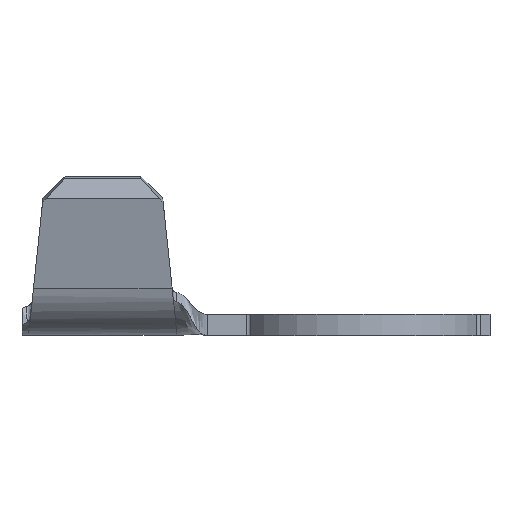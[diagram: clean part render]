
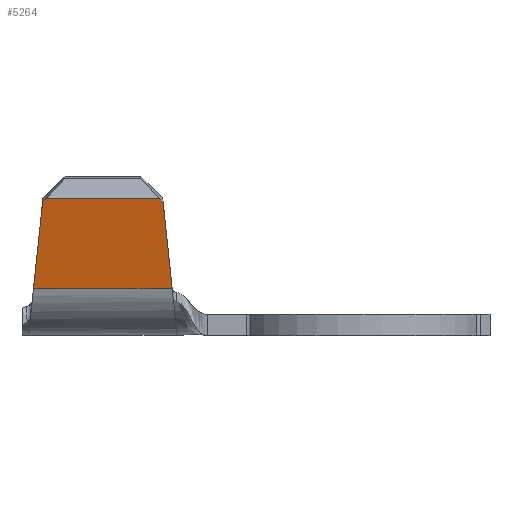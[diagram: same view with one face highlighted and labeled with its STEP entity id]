
A CAD part, top view. The second image highlights one B-rep face of the part: STEP entity #5264.
In plain terms, the highlighted planar face has unit normal (0, -0.217, 0.976).
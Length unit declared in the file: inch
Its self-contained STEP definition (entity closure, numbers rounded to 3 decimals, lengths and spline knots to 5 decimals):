
#124 = DIRECTION ( 'NONE',  ( -0.707, -0.69, -0.153 ) ) ;
#226 = VERTEX_POINT ( 'NONE', #842 ) ;
#251 = LINE ( 'NONE', #2253, #1552 ) ;
#276 = EDGE_CURVE ( 'NONE', #3047, #1389, #514, .T. ) ;
#475 = DIRECTION ( 'NONE',  ( -0.707, 0.69, 0.153 ) ) ;
#514 = LINE ( 'NONE', #1199, #1801 ) ;
#655 = ORIENTED_EDGE ( 'NONE', *, *, #276, .T. ) ;
#664 = CARTESIAN_POINT ( 'NONE',  ( -0.30299, 0.20801, 0.12 ) ) ;
#710 = EDGE_CURVE ( 'NONE', #4097, #6273, #6354, .T. ) ;
#842 = CARTESIAN_POINT ( 'NONE',  ( -0.48072, 0.20243, 0.11876 ) ) ;
#915 = CARTESIAN_POINT ( 'NONE',  ( -0.33289, 0.23719, 0.12648 ) ) ;
#926 = CARTESIAN_POINT ( 'NONE',  ( -0.28585, 0.09371, 0.09462 ) ) ;
#1199 = CARTESIAN_POINT ( 'NONE',  ( -0.502, 0.07206, 0.08981 ) ) ;
#1298 = LINE ( 'NONE', #6177, #2476 ) ;
#1325 = CARTESIAN_POINT ( 'NONE',  ( -0.29728, 0.20243, 0.11876 ) ) ;
#1389 = VERTEX_POINT ( 'NONE', #4639 ) ;
#1552 = VECTOR ( 'NONE', #3755, 39.37008 ) ;
#1801 = VECTOR ( 'NONE', #3248, 39.37008 ) ;
#1847 = CARTESIAN_POINT ( 'NONE',  ( -0.502, 0.07206, 0.08981 ) ) ;
#1998 = ORIENTED_EDGE ( 'NONE', *, *, #4830, .T. ) ;
#2041 = CARTESIAN_POINT ( 'NONE',  ( -0.49443, 0.07206, 0.08981 ) ) ;
#2253 = CARTESIAN_POINT ( 'NONE',  ( -0.49451, 0.07131, 0.08965 ) ) ;
#2354 = DIRECTION ( 'NONE',  ( 0., -0.976, -0.217 ) ) ;
#2476 = VECTOR ( 'NONE', #124, 39.37008 ) ;
#2886 = EDGE_CURVE ( 'NONE', #4685, #6273, #4983, .T. ) ;
#2997 = ORIENTED_EDGE ( 'NONE', *, *, #6119, .F. ) ;
#3047 = VERTEX_POINT ( 'NONE', #2041 ) ;
#3248 = DIRECTION ( 'NONE',  ( 1., 0., 0. ) ) ;
#3394 = DIRECTION ( 'NONE',  ( 1., 0., 0. ) ) ;
#3525 = CARTESIAN_POINT ( 'NONE',  ( -0.47501, 0.20801, 0.12 ) ) ;
#3755 = DIRECTION ( 'NONE',  ( 0.102, 0.971, 0.216 ) ) ;
#3816 = LINE ( 'NONE', #926, #6556 ) ;
#3972 = EDGE_CURVE ( 'NONE', #3047, #226, #251, .T. ) ;
#4097 = VERTEX_POINT ( 'NONE', #1325 ) ;
#4369 = PLANE ( 'NONE',  #4930 ) ;
#4441 = DIRECTION ( 'NONE',  ( 0.102, -0.971, -0.216 ) ) ;
#4639 = CARTESIAN_POINT ( 'NONE',  ( -0.28357, 0.07206, 0.08981 ) ) ;
#4685 = VERTEX_POINT ( 'NONE', #3525 ) ;
#4830 = EDGE_CURVE ( 'NONE', #4685, #226, #1298, .T. ) ;
#4922 = CARTESIAN_POINT ( 'NONE',  ( -0.502, 0.20801, 0.12 ) ) ;
#4930 = AXIS2_PLACEMENT_3D ( 'NONE', #1847, #5415, #2354 ) ;
#4983 = LINE ( 'NONE', #4922, #6196 ) ;
#5159 = VECTOR ( 'NONE', #475, 39.37008 ) ;
#5264 = ADVANCED_FACE ( 'NONE', ( #6002 ), #4369, .T. ) ;
#5334 = ORIENTED_EDGE ( 'NONE', *, *, #3972, .F. ) ;
#5386 = ORIENTED_EDGE ( 'NONE', *, *, #2886, .F. ) ;
#5415 = DIRECTION ( 'NONE',  ( 0., -0.217, 0.976 ) ) ;
#6002 = FACE_OUTER_BOUND ( 'NONE', #6458, .T. ) ;
#6119 = EDGE_CURVE ( 'NONE', #4097, #1389, #3816, .T. ) ;
#6177 = CARTESIAN_POINT ( 'NONE',  ( -0.55814, 0.12688, 0.10198 ) ) ;
#6196 = VECTOR ( 'NONE', #3394, 39.37008 ) ;
#6218 = ORIENTED_EDGE ( 'NONE', *, *, #710, .T. ) ;
#6273 = VERTEX_POINT ( 'NONE', #664 ) ;
#6354 = LINE ( 'NONE', #915, #5159 ) ;
#6458 = EDGE_LOOP ( 'NONE', ( #2997, #6218, #5386, #1998, #5334, #655 ) ) ;
#6556 = VECTOR ( 'NONE', #4441, 39.37008 ) ;
